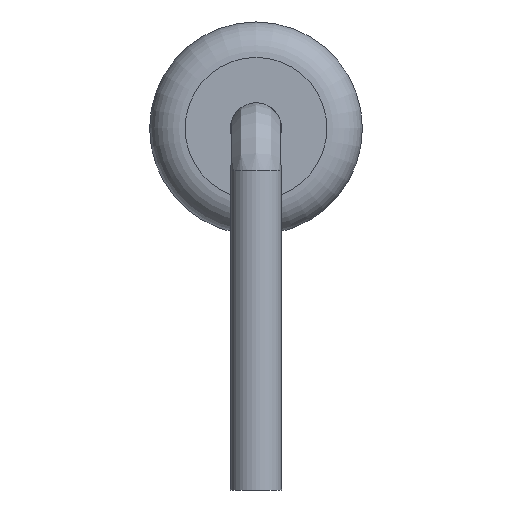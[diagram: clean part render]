
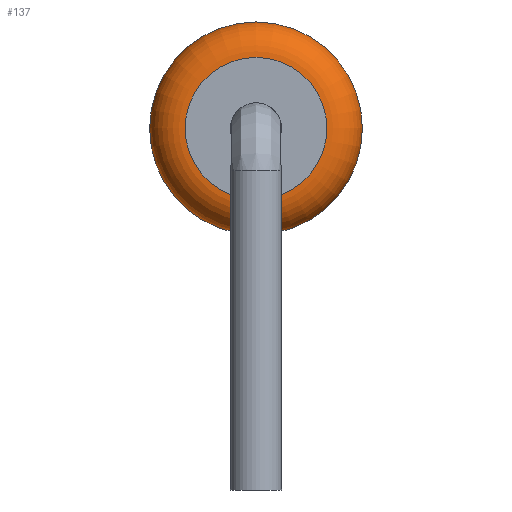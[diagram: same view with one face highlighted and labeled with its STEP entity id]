
A CAD part, left-side view. The second image highlights one B-rep face of the part: STEP entity #137.
In plain terms, the highlighted toroidal (fillet/blend) face has major radius 0.833 mm and minor radius 0.417 mm.
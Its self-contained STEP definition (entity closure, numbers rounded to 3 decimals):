
#13=DIRECTION('',(0.,0.,1.));
#14=DIRECTION('',(1.,0.,0.));
#27=DIRECTION('',(-1.,0.,0.));
#45=DIRECTION('',(0.,1.,0.));
#105=VERTEX_POINT('',#106);
#106=CARTESIAN_POINT('',(-2.833,1.25,1.25));
#112=EDGE_CURVE('',#105,#105,#113,.T.);
#113=CIRCLE('',#114,1.25);
#114=AXIS2_PLACEMENT_3D('',#115,#14,#45);
#115=CARTESIAN_POINT('',(-2.833,0.,1.25));
#117=AXIS2_PLACEMENT_3D('',#118,#14,#45);
#118=CARTESIAN_POINT('',(-3.25,0.,1.25));
#137=ADVANCED_FACE('',(#138),#152,.T.);
#138=FACE_BOUND('',#139,.F.);
#139=EDGE_LOOP('',(#140,#147,#148,#149));
#140=ORIENTED_EDGE('',*,*,#141,.F.);
#141=EDGE_CURVE('',#105,#142,#144,.T.);
#142=VERTEX_POINT('',#143);
#143=CARTESIAN_POINT('',(-3.25,0.833,1.25));
#144=CIRCLE('',#145,0.417);
#145=AXIS2_PLACEMENT_3D('',#146,#13,#45);
#146=CARTESIAN_POINT('',(-2.833,0.833,1.25));
#147=ORIENTED_EDGE('',*,*,#112,.F.);
#148=ORIENTED_EDGE('',*,*,#141,.T.);
#149=ORIENTED_EDGE('',*,*,#150,.T.);
#150=EDGE_CURVE('',#142,#142,#151,.T.);
#151=CIRCLE('',#117,0.833);
#152=TOROIDAL_SURFACE('',#153,0.833,0.417);
#153=AXIS2_PLACEMENT_3D('',#115,#27,#45);
